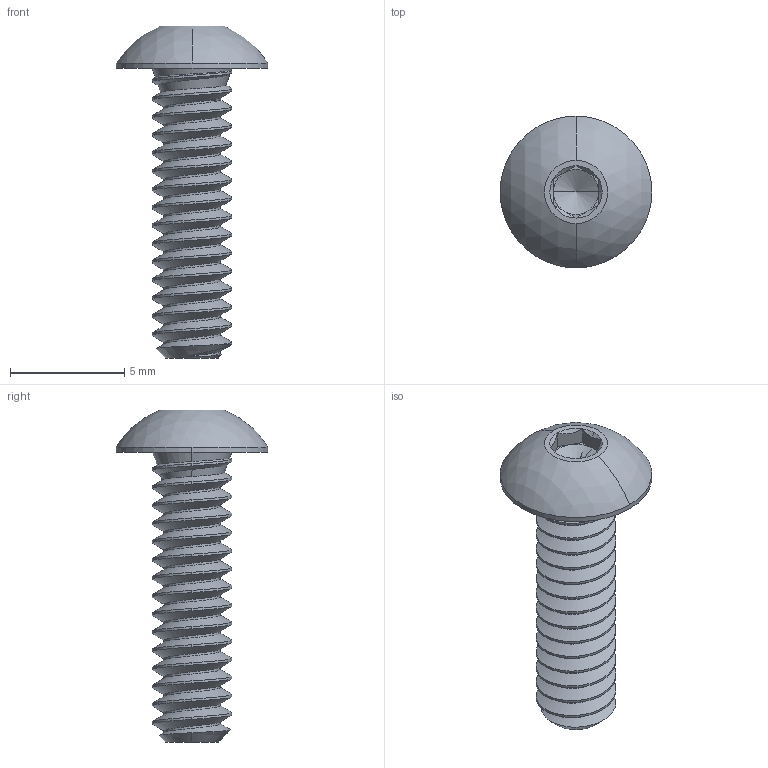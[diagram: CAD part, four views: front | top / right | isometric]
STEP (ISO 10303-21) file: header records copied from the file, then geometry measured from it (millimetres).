
FILE_DESCRIPTION (( 'STEP AP203' ), '1' );
FILE_NAME ('92949A148_18-8 Stainless Steel Button Head Hex Drive Screw.STEP', '2021-06-25T15:38:19', ( 'Administrator' ), ( 'Managed by Terraform' ), 'SwSTEP 2.0', 'SolidWorks 2017', '' );
FILE_SCHEMA (( 'CONFIG_CONTROL_DESIGN' ));
Length unit declared in the file: inch
Products named in the file (1): 92949A148_18-8 Stainless Steel Button Head Hex Drive Screw
Bounding box: 6.65 x 6.65 x 14.55 mm (x, y, z)
Volume: 131.3 mm3; surface area: 289.1 mm2
Topology: 1 solids, 1 shells, 71 faces, 181 edges, 112 vertices
Faces by surface type: cylinder 34, cone 17, plane 15, bspline 3, sphere 2
Entity records: 4787 total; most frequent: CARTESIAN_POINT 3237, ORIENTED_EDGE 358, DIRECTION 259, EDGE_CURVE 179, VERTEX_POINT 112, AXIS2_PLACEMENT_3D 99, EDGE_LOOP 73, FACE_OUTER_BOUND 71
